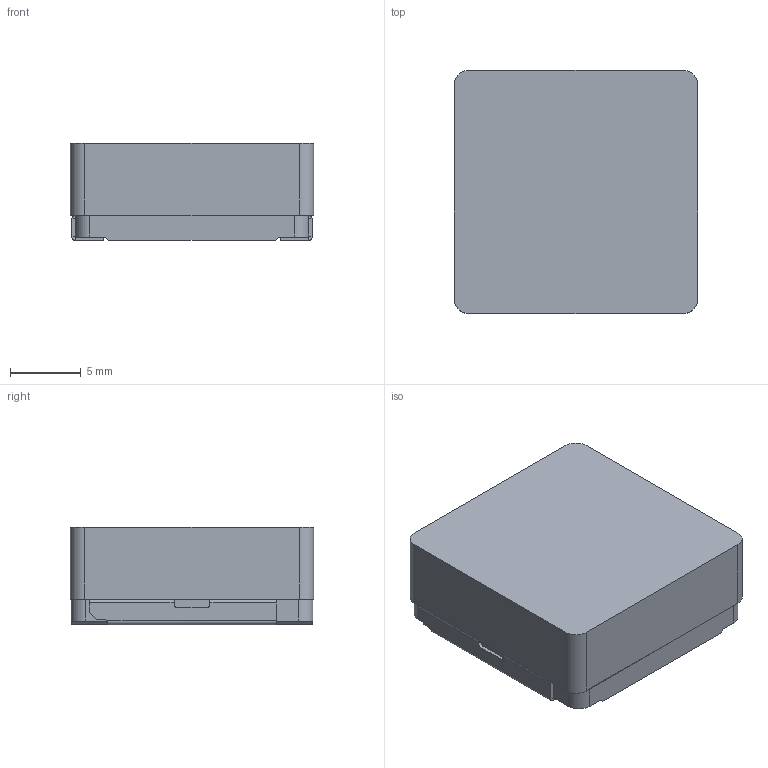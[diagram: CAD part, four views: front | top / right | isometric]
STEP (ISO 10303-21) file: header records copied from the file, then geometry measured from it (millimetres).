
FILE_DESCRIPTION(('FreeCAD Model'),'2;1');
FILE_NAME('IHLP6767GZ.step', '2018-11-01T13:08:08',('kicad StepUp'),('ksu MCAD'), 'Open CASCADE STEP processor 7.2','FreeCAD','Unknown');
FILE_SCHEMA(('AUTOMOTIVE_DESIGN { 1 0 10303 214 1 1 1 1 }'));
Length unit declared in the file: millimetre
Products named in the file (1): IHLP6767GZ
Bounding box: 17.18 x 17.18 x 6.88 mm (x, y, z)
Volume: 1997.8 mm3; surface area: 1062.8 mm2
Topology: 1 solids, 1 shells, 73 faces, 194 edges, 124 vertices
Faces by surface type: plane 51, cylinder 20, bspline 2
Entity records: 2790 total; most frequent: CARTESIAN_POINT 444, ORIENTED_EDGE 388, DIRECTION 368, EDGE_CURVE 194, LINE 144, VECTOR 144, VERTEX_POINT 124, AXIS2_PLACEMENT_3D 112
